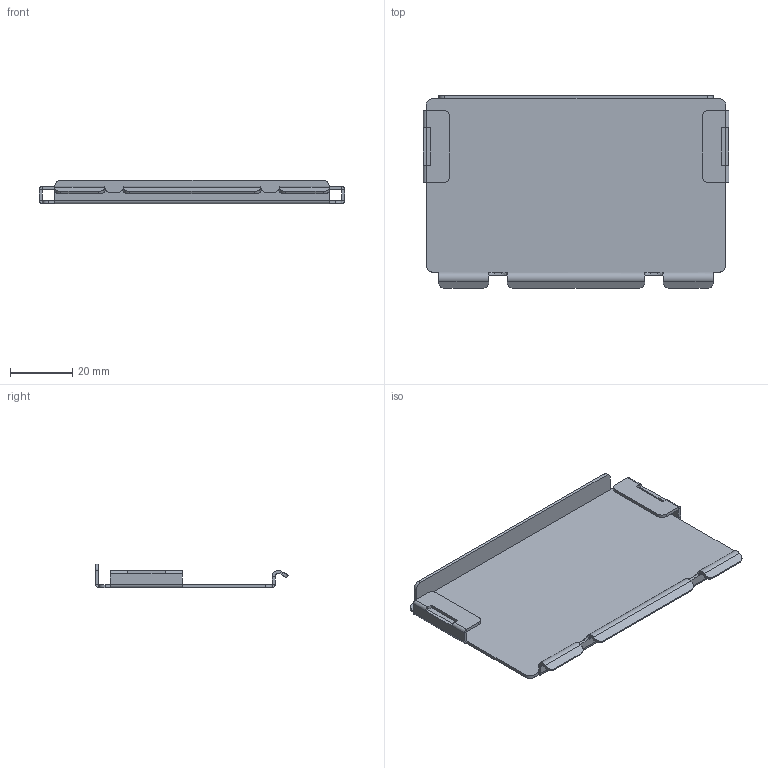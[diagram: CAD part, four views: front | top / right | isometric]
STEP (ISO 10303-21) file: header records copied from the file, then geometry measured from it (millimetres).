
FILE_DESCRIPTION((''),'2;1');
FILE_NAME('971060','2019-10-11T11:31:25',('tomasz.grudniewski'),(''),'CREO PARAMETRIC BY PTC INC, 2019080','CREO PARAMETRIC BY PTC INC, 2019080','');
FILE_SCHEMA(('CONFIG_CONTROL_DESIGN'));
Length unit declared in the file: millimetre
Products named in the file (1): 971060
Bounding box: 98 x 61.7 x 7.5 mm (x, y, z)
Volume: 7207.7 mm3; surface area: 14864.6 mm2
Topology: 1 solids, 1 shells, 118 faces, 272 edges, 152 vertices
Faces by surface type: plane 84, cylinder 30, bspline 4
Entity records: 3758 total; most frequent: CARTESIAN_POINT 1082, DIRECTION 548, ORIENTED_EDGE 544, EDGE_CURVE 272, VECTOR 200, LINE 200, AXIS2_PLACEMENT_3D 174, VERTEX_POINT 152
